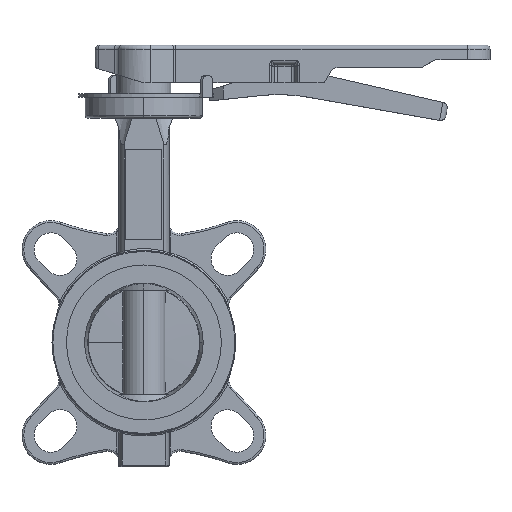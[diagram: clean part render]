
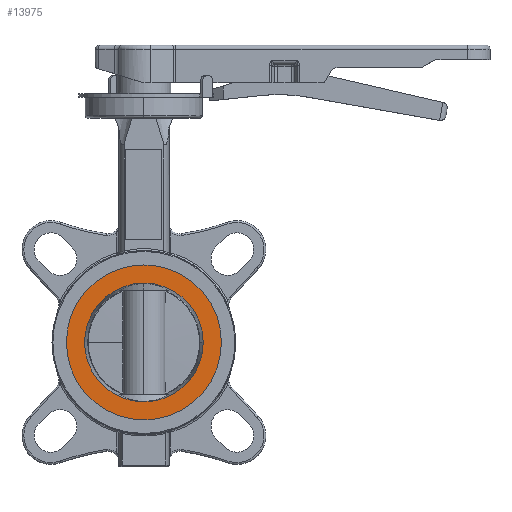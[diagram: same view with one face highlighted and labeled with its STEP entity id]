
A CAD part, top view. The second image highlights one B-rep face of the part: STEP entity #13975.
In plain terms, the highlighted planar face has unit normal (0, 0, 1).
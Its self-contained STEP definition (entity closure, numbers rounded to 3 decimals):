
#37 = CARTESIAN_POINT ( 'NONE',  ( -172.391, -4.848, 250.606 ) ) ;
#66 = CARTESIAN_POINT ( 'NONE',  ( -215.391, -4.848, 250.606 ) ) ;
#1533 = DIRECTION ( 'NONE',  ( 1., 0., 0. ) ) ;
#2099 = CARTESIAN_POINT ( 'NONE',  ( -172.391, -4.848, 250.606 ) ) ;
#2166 = DIRECTION ( 'NONE',  ( 0., 0., 1. ) ) ;
#2302 = FACE_OUTER_BOUND ( 'NONE', #15823, .T. ) ;
#2501 = AXIS2_PLACEMENT_3D ( 'NONE', #5763, #8726, #18995 ) ;
#2799 = PLANE ( 'NONE',  #2501 ) ;
#3082 = AXIS2_PLACEMENT_3D ( 'NONE', #10960, #2166, #12457 ) ;
#3586 = DIRECTION ( 'NONE',  ( 1., 0., 0. ) ) ;
#3933 = EDGE_CURVE ( 'NONE', #5937, #13612, #14595, .T. ) ;
#5763 = CARTESIAN_POINT ( 'NONE',  ( -172.391, -4.848, 250.606 ) ) ;
#5937 = VERTEX_POINT ( 'NONE', #66 ) ;
#6479 = EDGE_CURVE ( 'NONE', #11506, #13400, #13625, .T. ) ;
#6900 = ORIENTED_EDGE ( 'NONE', *, *, #3933, .T. ) ;
#7031 = CIRCLE ( 'NONE', #15353, 43. ) ;
#8372 = EDGE_CURVE ( 'NONE', #13400, #11506, #15114, .T. ) ;
#8718 = CARTESIAN_POINT ( 'NONE',  ( -172.391, -4.848, 250.606 ) ) ;
#8726 = DIRECTION ( 'NONE',  ( 0., 0., 1. ) ) ;
#8735 = CARTESIAN_POINT ( 'NONE',  ( -205.32, -4.848, 250.606 ) ) ;
#9644 = CARTESIAN_POINT ( 'NONE',  ( -139.462, -4.848, 250.606 ) ) ;
#9806 = EDGE_CURVE ( 'NONE', #13612, #5937, #7031, .T. ) ;
#10188 = DIRECTION ( 'NONE',  ( 1., 0., 0. ) ) ;
#10333 = DIRECTION ( 'NONE',  ( 0., 0., 1. ) ) ;
#10960 = CARTESIAN_POINT ( 'NONE',  ( -172.391, -4.848, 250.606 ) ) ;
#11156 = ORIENTED_EDGE ( 'NONE', *, *, #9806, .T. ) ;
#11205 = ORIENTED_EDGE ( 'NONE', *, *, #6479, .F. ) ;
#11485 = ORIENTED_EDGE ( 'NONE', *, *, #8372, .F. ) ;
#11506 = VERTEX_POINT ( 'NONE', #8735 ) ;
#12390 = DIRECTION ( 'NONE',  ( 0., 0., 1. ) ) ;
#12401 = EDGE_LOOP ( 'NONE', ( #11485, #11205 ) ) ;
#12457 = DIRECTION ( 'NONE',  ( 1., 0., 0. ) ) ;
#13256 = CARTESIAN_POINT ( 'NONE',  ( -129.391, -4.848, 250.606 ) ) ;
#13400 = VERTEX_POINT ( 'NONE', #9644 ) ;
#13598 = FACE_BOUND ( 'NONE', #12401, .T. ) ;
#13612 = VERTEX_POINT ( 'NONE', #13256 ) ;
#13625 = CIRCLE ( 'NONE', #14190, 32.929 ) ;
#13975 = ADVANCED_FACE ( 'NONE', ( #13598, #2302 ), #2799, .T. ) ;
#14190 = AXIS2_PLACEMENT_3D ( 'NONE', #37, #10333, #1533 ) ;
#14595 = CIRCLE ( 'NONE', #3082, 43. ) ;
#15114 = CIRCLE ( 'NONE', #15561, 32.929 ) ;
#15353 = AXIS2_PLACEMENT_3D ( 'NONE', #8718, #18987, #10188 ) ;
#15561 = AXIS2_PLACEMENT_3D ( 'NONE', #2099, #12390, #3586 ) ;
#15823 = EDGE_LOOP ( 'NONE', ( #11156, #6900 ) ) ;
#18987 = DIRECTION ( 'NONE',  ( 0., 0., 1. ) ) ;
#18995 = DIRECTION ( 'NONE',  ( 1., 0., 0. ) ) ;
